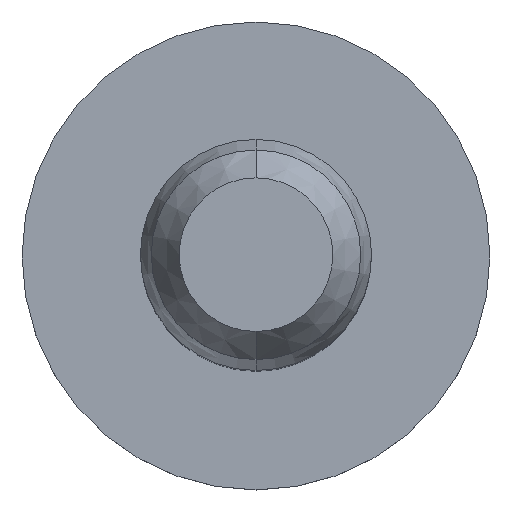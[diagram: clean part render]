
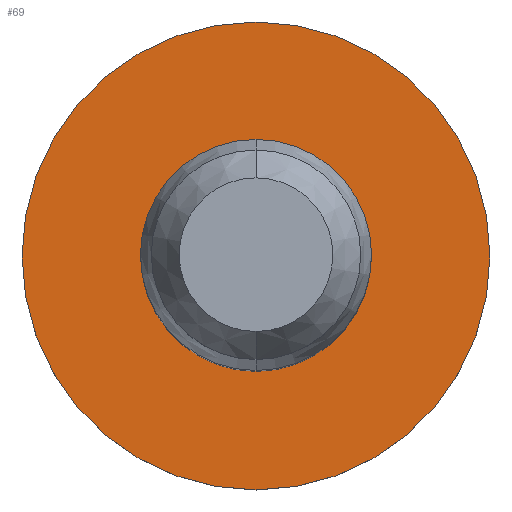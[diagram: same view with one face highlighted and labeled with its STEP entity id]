
A CAD part, top view. The second image highlights one B-rep face of the part: STEP entity #69.
In plain terms, the highlighted planar face has unit normal (0, 0, 1).
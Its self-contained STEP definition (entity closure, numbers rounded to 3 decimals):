
#69=ADVANCED_FACE('',(#140,#141),#142,.T.);
#140=FACE_OUTER_BOUND('',#210,.T.);
#141=FACE_BOUND('',#211,.T.);
#142=PLANE('',#212);
#210=EDGE_LOOP('',(#335,#336));
#211=EDGE_LOOP('',(#337,#338));
#212=AXIS2_PLACEMENT_3D('',#339,#340,#341);
#335=ORIENTED_EDGE('',*,*,#429,.T.);
#336=ORIENTED_EDGE('',*,*,#444,.T.);
#337=ORIENTED_EDGE('',*,*,#423,.F.);
#338=ORIENTED_EDGE('',*,*,#446,.F.);
#339=CARTESIAN_POINT('',(0.0,5.863,-2.2));
#340=DIRECTION('',(0.0,0.0,1.0));
#341=DIRECTION('',(1.0,-0.0,0.0));
#423=EDGE_CURVE('',#495,#497,#498,.T.);
#429=EDGE_CURVE('',#502,#506,#508,.T.);
#444=EDGE_CURVE('',#506,#502,#529,.T.);
#446=EDGE_CURVE('',#497,#495,#531,.T.);
#495=VERTEX_POINT('',#590);
#497=VERTEX_POINT('',#593);
#498=CIRCLE('',#594,3.625);
#502=VERTEX_POINT('',#599);
#506=VERTEX_POINT('',#604);
#508=CIRCLE('',#607,8.1);
#529=CIRCLE('',#628,8.1);
#531=CIRCLE('',#630,3.625);
#590=CARTESIAN_POINT('',(0.0,3.625,-2.2));
#593=CARTESIAN_POINT('',(0.,-3.625,-2.2));
#594=AXIS2_PLACEMENT_3D('',#680,#681,#682);
#599=CARTESIAN_POINT('',(0.0,8.1,-2.2));
#604=CARTESIAN_POINT('',(0.,-8.1,-2.2));
#607=AXIS2_PLACEMENT_3D('',#689,#690,#691);
#628=AXIS2_PLACEMENT_3D('',#719,#720,#721);
#630=AXIS2_PLACEMENT_3D('',#722,#723,#724);
#680=CARTESIAN_POINT('',(0.0,0.,-2.2));
#681=DIRECTION('',(0.0,-0.0,1.0));
#682=DIRECTION('',(0.0,1.0,0.0));
#689=CARTESIAN_POINT('',(0.0,0.,-2.2));
#690=DIRECTION('',(0.0,-0.0,1.0));
#691=DIRECTION('',(0.0,1.0,0.0));
#719=CARTESIAN_POINT('',(0.0,0.,-2.2));
#720=DIRECTION('',(0.0,-0.0,1.0));
#721=DIRECTION('',(0.0,1.0,0.0));
#722=CARTESIAN_POINT('',(0.0,0.,-2.2));
#723=DIRECTION('',(0.0,-0.0,1.0));
#724=DIRECTION('',(0.0,1.0,0.0));
